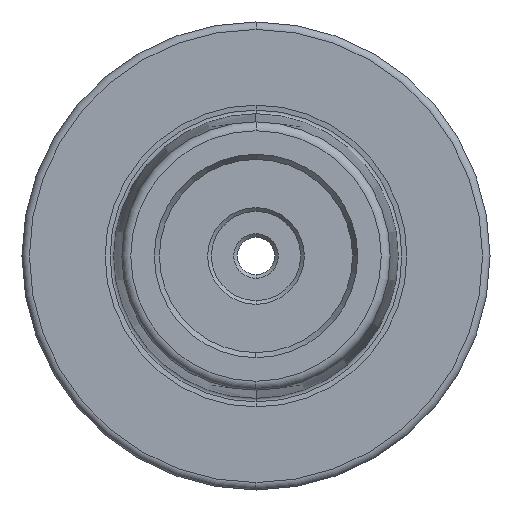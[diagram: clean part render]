
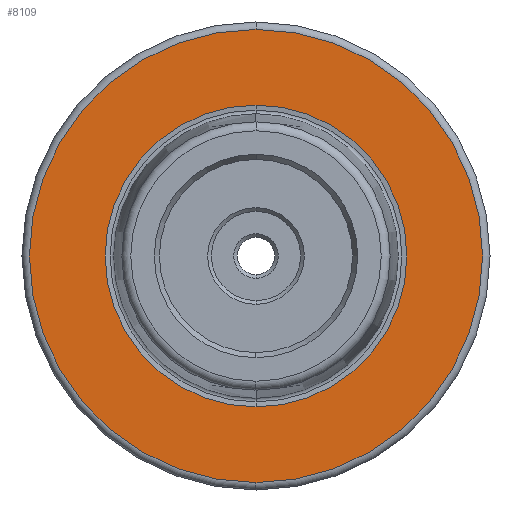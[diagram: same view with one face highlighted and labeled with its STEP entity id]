
A CAD part, left-side view. The second image highlights one B-rep face of the part: STEP entity #8109.
In plain terms, the highlighted planar face has unit normal (-1, 0, 0).
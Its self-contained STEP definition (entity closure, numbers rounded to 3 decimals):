
#69 = EDGE_LOOP ( 'NONE', ( #11403, #11428 ) ) ;
#111 = EDGE_LOOP ( 'NONE', ( #11437, #11536 ) ) ;
#3118 = DIRECTION ( 'NONE',  ( -1., 0., 0. ) ) ;
#3120 = PLANE ( 'NONE',  #13963 ) ;
#3126 = DIRECTION ( 'NONE',  ( 0., 0., 1. ) ) ;
#3139 = CARTESIAN_POINT ( 'NONE',  ( 0., 20.308, 0. ) ) ;
#8109 = ADVANCED_FACE ( 'NONE', ( #13118, #13051 ), #3120, .T. ) ;
#8401 = EDGE_CURVE ( 'NONE', #13738, #13741, #11897, .T. ) ;
#8449 = AXIS2_PLACEMENT_3D ( 'NONE', #8786, #8764, #8768 ) ;
#8534 = AXIS2_PLACEMENT_3D ( 'NONE', #14453, #14463, #14422 ) ;
#8579 = AXIS2_PLACEMENT_3D ( 'NONE', #15649, #15616, #15642 ) ;
#8597 = AXIS2_PLACEMENT_3D ( 'NONE', #16224, #16227, #16228 ) ;
#8764 = DIRECTION ( 'NONE',  ( -1., 0., 0. ) ) ;
#8768 = DIRECTION ( 'NONE',  ( 0., 0., 1. ) ) ;
#8786 = CARTESIAN_POINT ( 'NONE',  ( 0., 0., 0. ) ) ;
#11403 = ORIENTED_EDGE ( 'NONE', *, *, #8401, .T. ) ;
#11428 = ORIENTED_EDGE ( 'NONE', *, *, #12592, .T. ) ;
#11437 = ORIENTED_EDGE ( 'NONE', *, *, #12512, .T. ) ;
#11536 = ORIENTED_EDGE ( 'NONE', *, *, #12685, .T. ) ;
#11897 = CIRCLE ( 'NONE', #8449, 30.5 ) ;
#12036 = CIRCLE ( 'NONE', #8534, 20.308 ) ;
#12122 = CIRCLE ( 'NONE', #8579, 30.5 ) ;
#12213 = CIRCLE ( 'NONE', #8597, 20.308 ) ;
#12512 = EDGE_CURVE ( 'NONE', #13759, #13791, #12036, .T. ) ;
#12592 = EDGE_CURVE ( 'NONE', #13741, #13738, #12122, .T. ) ;
#12685 = EDGE_CURVE ( 'NONE', #13791, #13759, #12213, .T. ) ;
#13051 = FACE_BOUND ( 'NONE', #111, .T. ) ;
#13118 = FACE_OUTER_BOUND ( 'NONE', #69, .T. ) ;
#13738 = VERTEX_POINT ( 'NONE', #16868 ) ;
#13741 = VERTEX_POINT ( 'NONE', #16854 ) ;
#13759 = VERTEX_POINT ( 'NONE', #16939 ) ;
#13791 = VERTEX_POINT ( 'NONE', #16933 ) ;
#13963 = AXIS2_PLACEMENT_3D ( 'NONE', #3139, #3118, #3126 ) ;
#14422 = DIRECTION ( 'NONE',  ( 0., 0., -1. ) ) ;
#14453 = CARTESIAN_POINT ( 'NONE',  ( 0., 0., 0. ) ) ;
#14463 = DIRECTION ( 'NONE',  ( 1., 0., 0. ) ) ;
#15616 = DIRECTION ( 'NONE',  ( -1., 0., 0. ) ) ;
#15642 = DIRECTION ( 'NONE',  ( 0., 0., 1. ) ) ;
#15649 = CARTESIAN_POINT ( 'NONE',  ( 0., 0., 0. ) ) ;
#16224 = CARTESIAN_POINT ( 'NONE',  ( 0., 0., 0. ) ) ;
#16227 = DIRECTION ( 'NONE',  ( 1., 0., 0. ) ) ;
#16228 = DIRECTION ( 'NONE',  ( 0., 0., -1. ) ) ;
#16854 = CARTESIAN_POINT ( 'NONE',  ( 0., 0., -30.5 ) ) ;
#16868 = CARTESIAN_POINT ( 'NONE',  ( 0., 0., 30.5 ) ) ;
#16933 = CARTESIAN_POINT ( 'NONE',  ( 0., 0., -20.308 ) ) ;
#16939 = CARTESIAN_POINT ( 'NONE',  ( 0., 0., 20.308 ) ) ;
